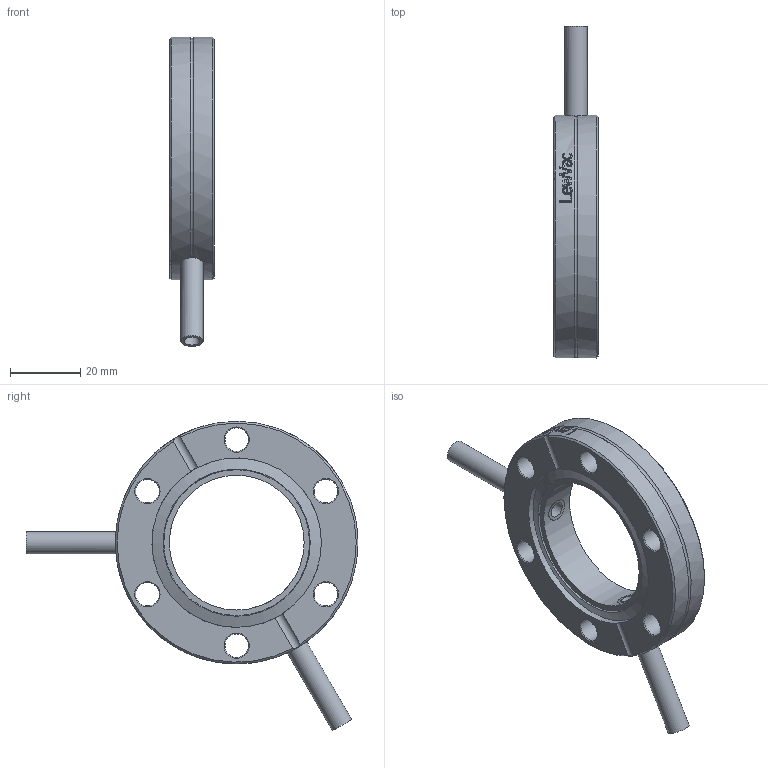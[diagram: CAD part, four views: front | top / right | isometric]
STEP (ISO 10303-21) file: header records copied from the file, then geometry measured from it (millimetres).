
FILE_DESCRIPTION(/* description */ (''),/* implementation_level */ '2;1');
FILE_NAME(/* name */ 'FL-DS40-2SP.stp',/* time_stamp */ '2020-11-26T08:51:30+00:00',/* author */ ('Paul'),/* organization */ (''),/* preprocessor_version */ 'ST-DEVELOPER v18.1',/* originating_system */ 'Autodesk Inventor 2021',/* authorisation */ '');
FILE_SCHEMA (('AUTOMOTIVE_DESIGN { 1 0 10303 214 3 1 1 }'));
Length unit declared in the file: millimetre
Products named in the file (3): FL-DS40-2SP; FL-DS40-38 side bored for 2 x6.25 tube; tube
Assembly tree (3 placements, depth 2):
  FL-DS40-2SP
    FL-DS40-38 side bored for 2 x6.25 tube
    tube  x2
Bounding box: 12.7 x 94.55 x 88.1 mm (x, y, z)
Volume: 28794.5 mm3; surface area: 14307.9 mm2
Topology: 3 solids, 3 shells, 140 faces, 386 edges, 258 vertices
Faces by surface type: plane 49, bspline 41, cylinder 29, cone 19, torus 2
Full cylindrical faces by diameter (mm): 4.5 x2, 6.35 x4, 6.7 x6, 38.4 x1, 48.26 x2, 69.1 x2
Entity records: 6203 total; most frequent: CARTESIAN_POINT 2766, ORIENTED_EDGE 752, DIRECTION 586, EDGE_CURVE 376, VERTEX_POINT 250, AXIS2_PLACEMENT_3D 221, EDGE_LOOP 162, LINE 144
